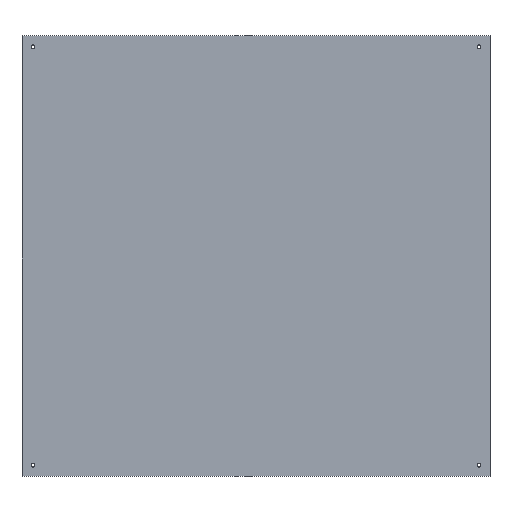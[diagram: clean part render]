
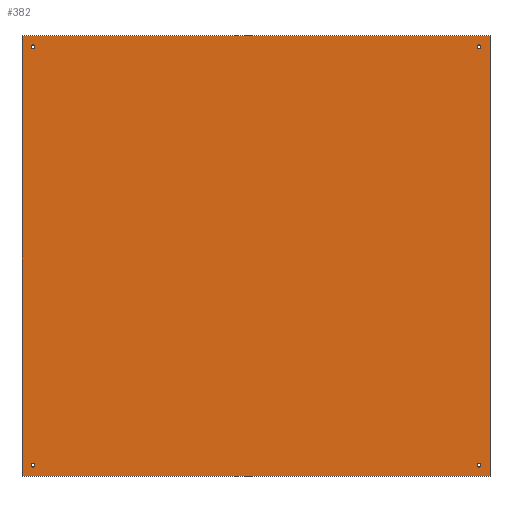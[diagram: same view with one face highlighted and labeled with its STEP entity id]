
A CAD part, top view. The second image highlights one B-rep face of the part: STEP entity #382.
In plain terms, the highlighted planar face has unit normal (0, 0, 1).
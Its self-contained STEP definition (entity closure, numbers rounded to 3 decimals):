
#32=CARTESIAN_POINT('',(-425.,400.,5.));
#33=VERTEX_POINT('',#32);
#34=CARTESIAN_POINT('',(425.,400.,5.));
#35=VERTEX_POINT('',#34);
#36=CARTESIAN_POINT('',(-8075.,400.,5.));
#37=DIRECTION('',(1.,0.,-0.));
#38=VECTOR('',#37,8500.);
#39=LINE('',#36,#38);
#40=EDGE_CURVE('',#33,#35,#39,.T.);
#72=CARTESIAN_POINT('',(425.,-400.,5.));
#73=VERTEX_POINT('',#72);
#74=CARTESIAN_POINT('',(425.,7600.,5.));
#75=DIRECTION('',(0.,-1.,0.));
#76=VECTOR('',#75,8000.);
#77=LINE('',#74,#76);
#78=EDGE_CURVE('',#35,#73,#77,.T.);
#103=CARTESIAN_POINT('',(-425.,-400.,5.));
#104=VERTEX_POINT('',#103);
#105=CARTESIAN_POINT('',(8075.,-400.,5.));
#106=DIRECTION('',(-1.,0.,0.));
#107=VECTOR('',#106,8500.);
#108=LINE('',#105,#107);
#109=EDGE_CURVE('',#73,#104,#108,.T.);
#134=CARTESIAN_POINT('',(-425.,-7600.,5.));
#135=DIRECTION('',(0.,1.,0.));
#136=VECTOR('',#135,8000.);
#137=LINE('',#134,#136);
#138=EDGE_CURVE('',#104,#33,#137,.T.);
#156=CARTESIAN_POINT('',(401.65,380.,5.));
#157=VERTEX_POINT('',#156);
#166=CARTESIAN_POINT('',(408.35,380.,5.));
#167=VERTEX_POINT('',#166);
#168=CARTESIAN_POINT('',(405.,380.,5.));
#169=DIRECTION('',(0.,0.,1.));
#170=DIRECTION('',(1.,0.,-0.));
#171=AXIS2_PLACEMENT_3D('',#168,#169,#170);
#172=CIRCLE('',#171,3.35);
#173=EDGE_CURVE('',#157,#167,#172,.T.);
#175=CARTESIAN_POINT('',(405.,380.,5.));
#176=DIRECTION('',(0.,0.,1.));
#177=DIRECTION('',(1.,0.,-0.));
#178=AXIS2_PLACEMENT_3D('',#175,#176,#177);
#179=CIRCLE('',#178,3.35);
#180=EDGE_CURVE('',#167,#157,#179,.T.);
#207=CARTESIAN_POINT('',(-408.35,-380.,5.));
#208=VERTEX_POINT('',#207);
#217=CARTESIAN_POINT('',(-401.65,-380.,5.));
#218=VERTEX_POINT('',#217);
#219=CARTESIAN_POINT('',(-405.,-380.,5.));
#220=DIRECTION('',(0.,0.,1.));
#221=DIRECTION('',(1.,0.,-0.));
#222=AXIS2_PLACEMENT_3D('',#219,#220,#221);
#223=CIRCLE('',#222,3.35);
#224=EDGE_CURVE('',#208,#218,#223,.T.);
#226=CARTESIAN_POINT('',(-405.,-380.,5.));
#227=DIRECTION('',(0.,0.,1.));
#228=DIRECTION('',(1.,0.,-0.));
#229=AXIS2_PLACEMENT_3D('',#226,#227,#228);
#230=CIRCLE('',#229,3.35);
#231=EDGE_CURVE('',#218,#208,#230,.T.);
#258=CARTESIAN_POINT('',(-408.35,380.,5.));
#259=VERTEX_POINT('',#258);
#268=CARTESIAN_POINT('',(-401.65,380.,5.));
#269=VERTEX_POINT('',#268);
#270=CARTESIAN_POINT('',(-405.,380.,5.));
#271=DIRECTION('',(0.,0.,1.));
#272=DIRECTION('',(1.,0.,-0.));
#273=AXIS2_PLACEMENT_3D('',#270,#271,#272);
#274=CIRCLE('',#273,3.35);
#275=EDGE_CURVE('',#259,#269,#274,.T.);
#277=CARTESIAN_POINT('',(-405.,380.,5.));
#278=DIRECTION('',(0.,0.,1.));
#279=DIRECTION('',(1.,0.,-0.));
#280=AXIS2_PLACEMENT_3D('',#277,#278,#279);
#281=CIRCLE('',#280,3.35);
#282=EDGE_CURVE('',#269,#259,#281,.T.);
#309=CARTESIAN_POINT('',(401.65,-380.,5.));
#310=VERTEX_POINT('',#309);
#319=CARTESIAN_POINT('',(408.35,-380.,5.));
#320=VERTEX_POINT('',#319);
#321=CARTESIAN_POINT('',(405.,-380.,5.));
#322=DIRECTION('',(0.,0.,1.));
#323=DIRECTION('',(1.,0.,-0.));
#324=AXIS2_PLACEMENT_3D('',#321,#322,#323);
#325=CIRCLE('',#324,3.35);
#326=EDGE_CURVE('',#310,#320,#325,.T.);
#328=CARTESIAN_POINT('',(405.,-380.,5.));
#329=DIRECTION('',(0.,0.,1.));
#330=DIRECTION('',(1.,0.,-0.));
#331=AXIS2_PLACEMENT_3D('',#328,#329,#330);
#332=CIRCLE('',#331,3.35);
#333=EDGE_CURVE('',#320,#310,#332,.T.);
#355=CARTESIAN_POINT('',(0.,0.,5.));
#356=DIRECTION('',(0.,0.,1.));
#357=DIRECTION('',(1.,0.,0.));
#358=AXIS2_PLACEMENT_3D('',#355,#356,#357);
#359=PLANE('',#358);
#360=ORIENTED_EDGE('',*,*,#326,.F.);
#361=ORIENTED_EDGE('',*,*,#333,.F.);
#362=EDGE_LOOP('',(#360,#361));
#363=FACE_BOUND('',#362,.T.);
#364=ORIENTED_EDGE('',*,*,#275,.F.);
#365=ORIENTED_EDGE('',*,*,#282,.F.);
#366=EDGE_LOOP('',(#364,#365));
#367=FACE_BOUND('',#366,.T.);
#368=ORIENTED_EDGE('',*,*,#224,.F.);
#369=ORIENTED_EDGE('',*,*,#231,.F.);
#370=EDGE_LOOP('',(#368,#369));
#371=FACE_BOUND('',#370,.T.);
#372=ORIENTED_EDGE('',*,*,#173,.F.);
#373=ORIENTED_EDGE('',*,*,#180,.F.);
#374=EDGE_LOOP('',(#372,#373));
#375=FACE_BOUND('',#374,.T.);
#376=ORIENTED_EDGE('',*,*,#40,.F.);
#377=ORIENTED_EDGE('',*,*,#138,.F.);
#378=ORIENTED_EDGE('',*,*,#109,.F.);
#379=ORIENTED_EDGE('',*,*,#78,.F.);
#380=EDGE_LOOP('',(#376,#377,#378,#379));
#381=FACE_BOUND('',#380,.T.);
#382=ADVANCED_FACE('',(#363,#367,#371,#375,#381),#359,.T.);
